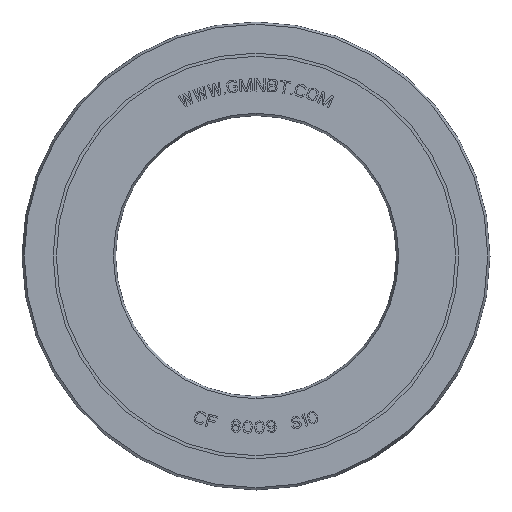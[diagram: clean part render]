
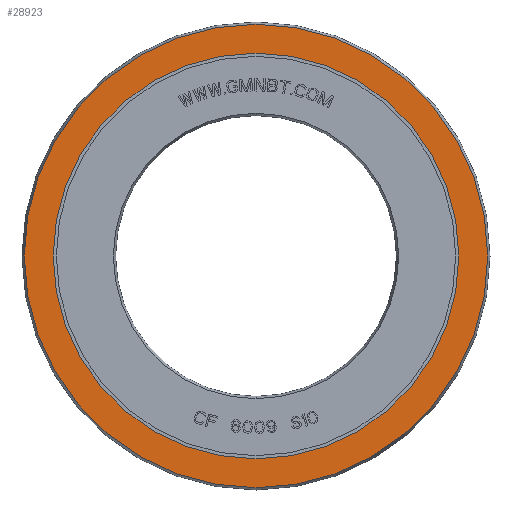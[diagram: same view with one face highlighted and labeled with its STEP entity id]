
A CAD part, front view. The second image highlights one B-rep face of the part: STEP entity #28923.
In plain terms, the highlighted planar face has unit normal (0, -1, 0).
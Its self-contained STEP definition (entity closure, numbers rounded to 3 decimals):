
#28442=CARTESIAN_POINT('',(0.,-3.,0.));
#28443=DIRECTION('',(0.,1.,0.));
#28444=DIRECTION('',(0.,0.,-1.));
#28445=AXIS2_PLACEMENT_3D('',#28442,#28443,#28444);
#28450=CARTESIAN_POINT('',(0.,-3.,0.));
#28451=DIRECTION('',(0.,-1.,0.));
#28452=DIRECTION('',(0.,0.,-1.));
#28453=AXIS2_PLACEMENT_3D('',#28450,#28451,#28452);
#28458=CARTESIAN_POINT('',(0.,-3.,0.));
#28459=DIRECTION('',(0.,-1.,0.));
#28460=DIRECTION('',(0.,0.,-1.));
#28461=AXIS2_PLACEMENT_3D('',#28458,#28459,#28460);
#28480=CARTESIAN_POINT('',(0.,-3.,0.));
#28481=DIRECTION('',(0.,1.,0.));
#28482=DIRECTION('',(0.,0.,-1.));
#28483=AXIS2_PLACEMENT_3D('',#28480,#28481,#28482);
#28519=CARTESIAN_POINT('',(0.,-3.,-32.5));
#28521=VERTEX_POINT('',#28519);
#28522=CARTESIAN_POINT('',(0.,-3.,-37.136));
#28524=VERTEX_POINT('',#28522);
#28535=CARTESIAN_POINT('',(0.,-3.,32.5));
#28537=VERTEX_POINT('',#28535);
#28538=CARTESIAN_POINT('',(0.,-3.,37.136));
#28540=VERTEX_POINT('',#28538);
#28908=CARTESIAN_POINT('',(0.,-3.,0.));
#28909=DIRECTION('',(0.,-1.,0.));
#28910=DIRECTION('',(0.,0.,1.));
#28911=AXIS2_PLACEMENT_3D('',#28908,#28909,#28910);
#28912=PLANE('',#28911);
#28914=ORIENTED_EDGE('',*,*,#28913,.F.);
#28916=ORIENTED_EDGE('',*,*,#28915,.T.);
#28917=EDGE_LOOP('',(#28914,#28916));
#28918=FACE_OUTER_BOUND('',#28917,.F.);
#28919=ORIENTED_EDGE('',*,*,#28901,.F.);
#28920=ORIENTED_EDGE('',*,*,#28890,.T.);
#28921=EDGE_LOOP('',(#28919,#28920));
#28922=FACE_BOUND('',#28921,.F.);
#28446=CIRCLE('',#28445,32.5);
#28454=CIRCLE('',#28453,32.5);
#28462=CIRCLE('',#28461,37.136);
#28484=CIRCLE('',#28483,37.136);
#28890=EDGE_CURVE('',#28521,#28537,#28454,.T.);
#28901=EDGE_CURVE('',#28521,#28537,#28446,.T.);
#28913=EDGE_CURVE('',#28524,#28540,#28462,.T.);
#28915=EDGE_CURVE('',#28524,#28540,#28484,.T.);
#28923=ADVANCED_FACE('',(#28918,#28922),#28912,.T.);
